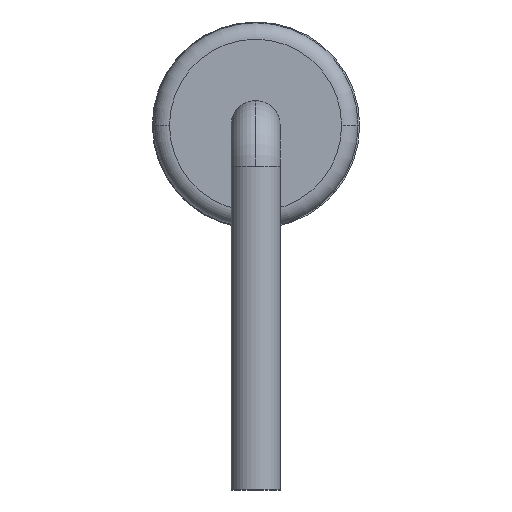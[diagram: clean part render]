
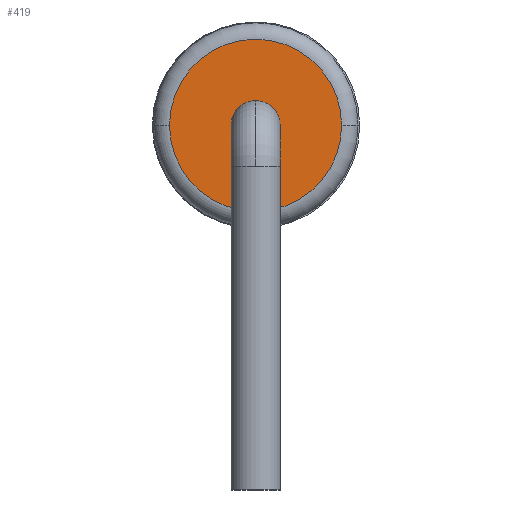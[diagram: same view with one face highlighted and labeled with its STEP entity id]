
A CAD part, left-side view. The second image highlights one B-rep face of the part: STEP entity #419.
In plain terms, the highlighted face is planar.
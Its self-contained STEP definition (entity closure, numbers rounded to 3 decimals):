
#375=CARTESIAN_POINT('',(-3.15,1.05,1.25));
#376=VERTEX_POINT('',#375);
#384=CARTESIAN_POINT('',(-3.15,-1.05,1.25));
#385=VERTEX_POINT('',#384);
#386=CARTESIAN_POINT('',(-3.15,0.,1.25));
#387=DIRECTION('',(1.0,0.0,0.0));
#388=DIRECTION('',(0.0,-1.0,0.0));
#389=AXIS2_PLACEMENT_3D('',#386,#387,#388);
#390=CIRCLE('',#389,1.05);
#391=EDGE_CURVE('',#376,#385,#390,.T.);
#404=CARTESIAN_POINT('',(-3.15,0.,1.25));
#405=DIRECTION('',(1.0,0.0,0.0));
#406=DIRECTION('',(0.0,1.0,0.0));
#407=AXIS2_PLACEMENT_3D('',#404,#405,#406);
#408=PLANE('',#407);
#409=ORIENTED_EDGE('',*,*,#391,.F.);
#410=CARTESIAN_POINT('',(-3.15,0.,1.25));
#411=DIRECTION('',(1.0,0.0,0.0));
#412=DIRECTION('',(0.0,-1.0,0.0));
#413=AXIS2_PLACEMENT_3D('',#410,#411,#412);
#414=CIRCLE('',#413,1.05);
#415=EDGE_CURVE('',#385,#376,#414,.T.);
#416=ORIENTED_EDGE('',*,*,#415,.F.);
#417=EDGE_LOOP('',(#409,#416));
#418=FACE_OUTER_BOUND('',#417,.F.);
#419=ADVANCED_FACE('',(#418),#408,.T.);
